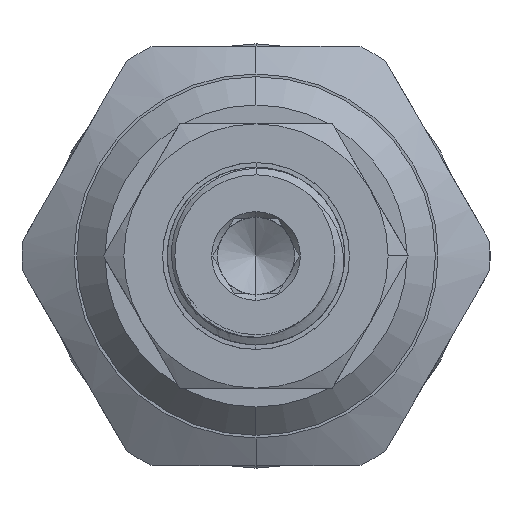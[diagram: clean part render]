
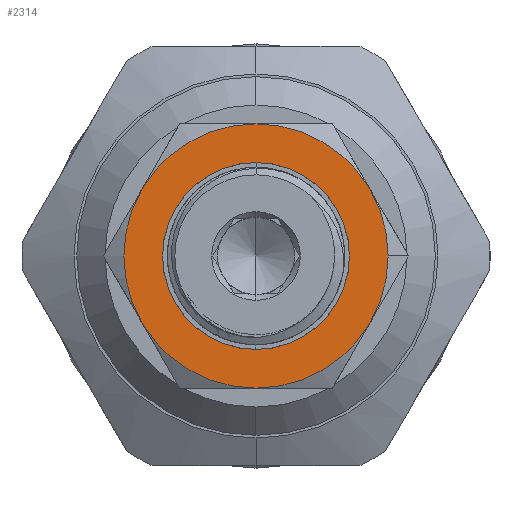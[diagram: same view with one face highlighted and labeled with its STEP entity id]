
A CAD part, left-side view. The second image highlights one B-rep face of the part: STEP entity #2314.
In plain terms, the highlighted planar face has unit normal (-1, 0, 0).
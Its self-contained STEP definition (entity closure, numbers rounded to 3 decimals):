
#248 = FACE_BOUND ( 'NONE', #6585, .T. ) ;
#249 = FACE_OUTER_BOUND ( 'NONE', #2695, .T. ) ;
#649 = CIRCLE ( 'NONE', #10314, 7. ) ;
#650 = CIRCLE ( 'NONE', #10316, 7. ) ;
#654 = CIRCLE ( 'NONE', #10315, 7. ) ;
#655 = CIRCLE ( 'NONE', #10317, 7. ) ;
#656 = CIRCLE ( 'NONE', #10318, 7. ) ;
#657 = CIRCLE ( 'NONE', #10319, 7. ) ;
#658 = CIRCLE ( 'NONE', #10320, 4.95 ) ;
#770 = CIRCLE ( 'NONE', #10372, 4.95 ) ;
#1370 = CARTESIAN_POINT ( 'NONE',  ( -5.5, -7., 0. ) ) ;
#1448 = CARTESIAN_POINT ( 'NONE',  ( -5.5, -4.95, 0. ) ) ;
#1452 = CARTESIAN_POINT ( 'NONE',  ( -5.5, -6.062, 3.5 ) ) ;
#1457 = CARTESIAN_POINT ( 'NONE',  ( -5.5, 4.95, 0. ) ) ;
#2314 = ADVANCED_FACE ( 'NONE', ( #248, #249 ), #3396, .F. ) ;
#2695 = EDGE_LOOP ( 'NONE', ( #8893, #8637, #8504, #8910, #9081, #8718, #9182 ) ) ;
#3393 = DIRECTION ( 'NONE',  ( 1., 0., 0. ) ) ;
#3394 = CARTESIAN_POINT ( 'NONE',  ( -5.5, -4.041, -7. ) ) ;
#3396 = PLANE ( 'NONE',  #10102 ) ;
#3398 = DIRECTION ( 'NONE',  ( 0., -1., 0. ) ) ;
#4555 = CARTESIAN_POINT ( 'NONE',  ( -5.5, 0., 0. ) ) ;
#4556 = DIRECTION ( 'NONE',  ( 1., 0., 0. ) ) ;
#4557 = DIRECTION ( 'NONE',  ( 0., -1., 0. ) ) ;
#4558 = CARTESIAN_POINT ( 'NONE',  ( -5.5, 0., 0. ) ) ;
#4559 = DIRECTION ( 'NONE',  ( -1., 0., 0. ) ) ;
#4560 = DIRECTION ( 'NONE',  ( 0., -1., 0. ) ) ;
#4561 = CARTESIAN_POINT ( 'NONE',  ( -5.5, 0., 0. ) ) ;
#4562 = DIRECTION ( 'NONE',  ( -1., 0., 0. ) ) ;
#4563 = DIRECTION ( 'NONE',  ( 0., -1., 0. ) ) ;
#4564 = CARTESIAN_POINT ( 'NONE',  ( -5.5, 0., 0. ) ) ;
#4565 = DIRECTION ( 'NONE',  ( -1., 0., 0. ) ) ;
#4566 = DIRECTION ( 'NONE',  ( 0., -1., 0. ) ) ;
#4567 = CARTESIAN_POINT ( 'NONE',  ( -5.5, 0., 0. ) ) ;
#4568 = DIRECTION ( 'NONE',  ( -1., 0., 0. ) ) ;
#4569 = DIRECTION ( 'NONE',  ( 0., -1., 0. ) ) ;
#4570 = CARTESIAN_POINT ( 'NONE',  ( -5.5, 0., 0. ) ) ;
#4571 = DIRECTION ( 'NONE',  ( -1., 0., 0. ) ) ;
#4572 = DIRECTION ( 'NONE',  ( 0., -1., 0. ) ) ;
#4573 = CARTESIAN_POINT ( 'NONE',  ( -5.5, 0., 0. ) ) ;
#4574 = DIRECTION ( 'NONE',  ( 1., 0., 0. ) ) ;
#4575 = DIRECTION ( 'NONE',  ( 0., -1., 0. ) ) ;
#5046 = CARTESIAN_POINT ( 'NONE',  ( -5.5, 0., 0. ) ) ;
#5047 = DIRECTION ( 'NONE',  ( 1., 0., 0. ) ) ;
#5048 = DIRECTION ( 'NONE',  ( 0., -1., 0. ) ) ;
#5105 = CARTESIAN_POINT ( 'NONE',  ( -5.5, 0., 0. ) ) ;
#5106 = DIRECTION ( 'NONE',  ( -1., 0., 0. ) ) ;
#5107 = DIRECTION ( 'NONE',  ( 0., -1., 0. ) ) ;
#5185 = CARTESIAN_POINT ( 'NONE',  ( -5.5, -6.062, -3.5 ) ) ;
#5188 = CARTESIAN_POINT ( 'NONE',  ( -5.5, 6.062, -3.5 ) ) ;
#5231 = CARTESIAN_POINT ( 'NONE',  ( -5.5, 6.062, 3.5 ) ) ;
#5234 = CARTESIAN_POINT ( 'NONE',  ( -5.5, 0., 7. ) ) ;
#5265 = CARTESIAN_POINT ( 'NONE',  ( -5.5, 0., -7. ) ) ;
#5318 = CIRCLE ( 'NONE', #10382, 7. ) ;
#6585 = EDGE_LOOP ( 'NONE', ( #9171, #8681 ) ) ;
#7177 = VERTEX_POINT ( 'NONE', #1370 ) ;
#8504 = ORIENTED_EDGE ( 'NONE', *, *, #9869, .T. ) ;
#8637 = ORIENTED_EDGE ( 'NONE', *, *, #9989, .T. ) ;
#8681 = ORIENTED_EDGE ( 'NONE', *, *, #9871, .T. ) ;
#8718 = ORIENTED_EDGE ( 'NONE', *, *, #9866, .T. ) ;
#8893 = ORIENTED_EDGE ( 'NONE', *, *, #9870, .T. ) ;
#8910 = ORIENTED_EDGE ( 'NONE', *, *, #9868, .T. ) ;
#9081 = ORIENTED_EDGE ( 'NONE', *, *, #9867, .T. ) ;
#9171 = ORIENTED_EDGE ( 'NONE', *, *, #9970, .T. ) ;
#9182 = ORIENTED_EDGE ( 'NONE', *, *, #9865, .F. ) ;
#9314 = VERTEX_POINT ( 'NONE', #1448 ) ;
#9348 = VERTEX_POINT ( 'NONE', #1452 ) ;
#9375 = VERTEX_POINT ( 'NONE', #1457 ) ;
#9865 = EDGE_CURVE ( 'NONE', #10614, #10700, #649, .T. ) ;
#9866 = EDGE_CURVE ( 'NONE', #10617, #10700, #654, .T. ) ;
#9867 = EDGE_CURVE ( 'NONE', #10663, #10617, #650, .T. ) ;
#9868 = EDGE_CURVE ( 'NONE', #10666, #10663, #655, .T. ) ;
#9869 = EDGE_CURVE ( 'NONE', #9348, #10666, #656, .T. ) ;
#9870 = EDGE_CURVE ( 'NONE', #10614, #7177, #657, .T. ) ;
#9871 = EDGE_CURVE ( 'NONE', #9314, #9375, #658, .T. ) ;
#9970 = EDGE_CURVE ( 'NONE', #9375, #9314, #770, .T. ) ;
#9989 = EDGE_CURVE ( 'NONE', #7177, #9348, #5318, .T. ) ;
#10102 = AXIS2_PLACEMENT_3D ( 'NONE', #3394, #3393, #3398 ) ;
#10314 = AXIS2_PLACEMENT_3D ( 'NONE', #4555, #4556, #4557 ) ;
#10315 = AXIS2_PLACEMENT_3D ( 'NONE', #4558, #4559, #4560 ) ;
#10316 = AXIS2_PLACEMENT_3D ( 'NONE', #4561, #4562, #4563 ) ;
#10317 = AXIS2_PLACEMENT_3D ( 'NONE', #4564, #4565, #4566 ) ;
#10318 = AXIS2_PLACEMENT_3D ( 'NONE', #4567, #4568, #4569 ) ;
#10319 = AXIS2_PLACEMENT_3D ( 'NONE', #4570, #4571, #4572 ) ;
#10320 = AXIS2_PLACEMENT_3D ( 'NONE', #4573, #4574, #4575 ) ;
#10372 = AXIS2_PLACEMENT_3D ( 'NONE', #5046, #5047, #5048 ) ;
#10382 = AXIS2_PLACEMENT_3D ( 'NONE', #5105, #5106, #5107 ) ;
#10614 = VERTEX_POINT ( 'NONE', #5185 ) ;
#10617 = VERTEX_POINT ( 'NONE', #5188 ) ;
#10663 = VERTEX_POINT ( 'NONE', #5231 ) ;
#10666 = VERTEX_POINT ( 'NONE', #5234 ) ;
#10700 = VERTEX_POINT ( 'NONE', #5265 ) ;
